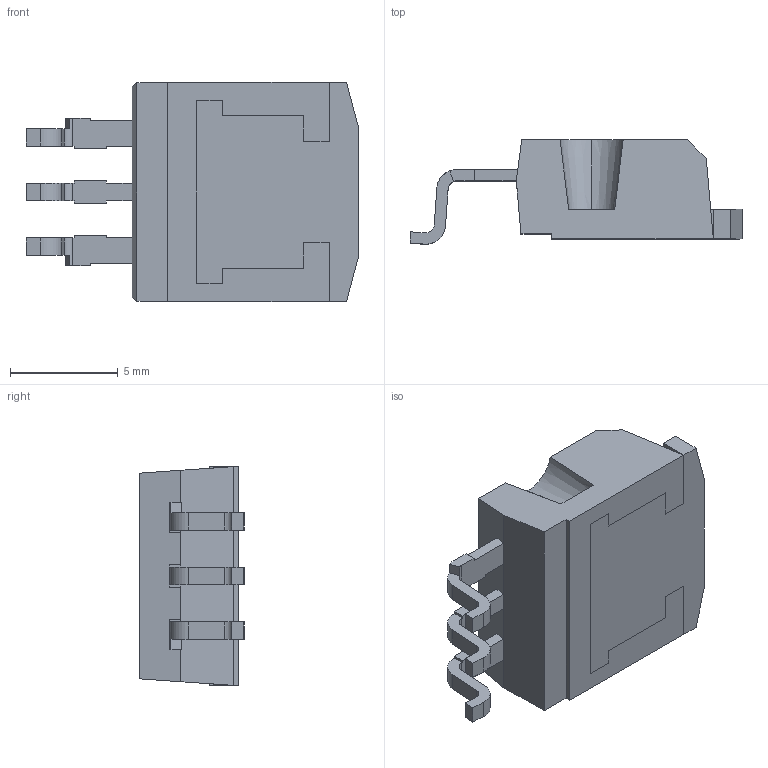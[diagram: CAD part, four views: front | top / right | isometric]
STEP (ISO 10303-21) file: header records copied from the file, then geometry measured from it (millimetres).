
FILE_DESCRIPTION (( 'STEP AP214' ), '1' );
FILE_NAME ('LD1086D2M33TR.STEP', '2025-01-10T18:54:14', ( '' ), ( '' ), 'SwSTEP 2.0', 'SolidWorks 2021', '' );
FILE_SCHEMA (( 'AUTOMOTIVE_DESIGN' ));
Length unit declared in the file: millimetre
Products named in the file (1): LD1086D2M33TR
Bounding box: 15.43 x 4.85 x 10.2 mm (x, y, z)
Volume: 404.2 mm3; surface area: 610 mm2
Topology: 5 solids, 5 shells, 127 faces, 353 edges, 234 vertices
Faces by surface type: plane 106, cylinder 17, cone 4
Entity records: 4119 total; most frequent: CARTESIAN_POINT 739, ORIENTED_EDGE 706, DIRECTION 655, EDGE_CURVE 353, LINE 299, VECTOR 299, VERTEX_POINT 234, AXIS2_PLACEMENT_3D 178
